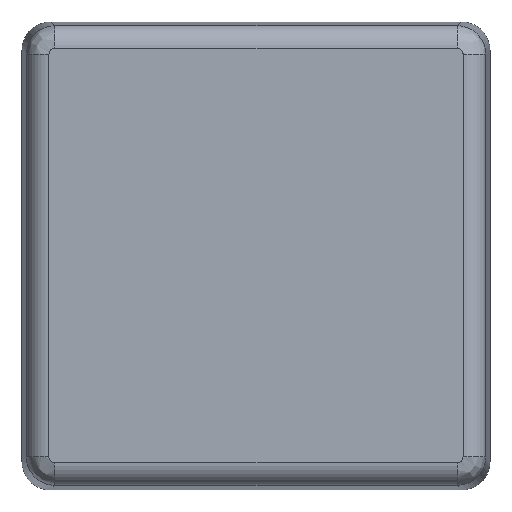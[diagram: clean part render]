
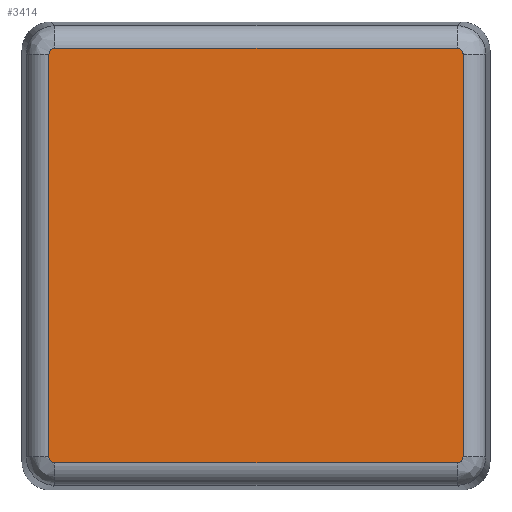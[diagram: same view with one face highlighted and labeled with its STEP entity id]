
A CAD part, top view. The second image highlights one B-rep face of the part: STEP entity #3414.
In plain terms, the highlighted planar face has unit normal (0, 0, 1).
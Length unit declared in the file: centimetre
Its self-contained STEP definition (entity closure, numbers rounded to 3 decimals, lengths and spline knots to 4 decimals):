
#534=FACE_OUTER_BOUND('',#754,.T.);
#754=EDGE_LOOP('',(#2961,#2962,#2963,#2964,#2965,#2966,#2967,#2968));
#991=LINE('',#10009,#1233);
#992=LINE('',#10013,#1234);
#993=LINE('',#10017,#1235);
#994=LINE('',#10021,#1236);
#1233=VECTOR('',#4464,2.1299);
#1234=VECTOR('',#4469,2.1299);
#1235=VECTOR('',#4472,2.1299);
#1236=VECTOR('',#4475,2.1299);
#1290=ELLIPSE('',#3700,0.03,0.03);
#1293=ELLIPSE('',#3709,0.03,0.03);
#1294=ELLIPSE('',#3710,0.03,0.03);
#1295=ELLIPSE('',#3711,0.03,0.03);
#1589=VERTEX_POINT('',#9988);
#1590=VERTEX_POINT('',#9990);
#1596=VERTEX_POINT('',#10008);
#1597=VERTEX_POINT('',#10012);
#1598=VERTEX_POINT('',#10014);
#1599=VERTEX_POINT('',#10016);
#1600=VERTEX_POINT('',#10018);
#1601=VERTEX_POINT('',#10020);
#2056=EDGE_CURVE('',#1589,#1590,#1290,.T.);
#2065=EDGE_CURVE('',#1590,#1596,#991,.T.);
#2067=EDGE_CURVE('',#1597,#1589,#992,.T.);
#2068=EDGE_CURVE('',#1598,#1597,#1293,.T.);
#2069=EDGE_CURVE('',#1599,#1598,#993,.T.);
#2070=EDGE_CURVE('',#1600,#1599,#1294,.T.);
#2071=EDGE_CURVE('',#1601,#1600,#994,.T.);
#2072=EDGE_CURVE('',#1596,#1601,#1295,.T.);
#2961=ORIENTED_EDGE('',*,*,#2056,.F.);
#2962=ORIENTED_EDGE('',*,*,#2067,.F.);
#2963=ORIENTED_EDGE('',*,*,#2068,.F.);
#2964=ORIENTED_EDGE('',*,*,#2069,.F.);
#2965=ORIENTED_EDGE('',*,*,#2070,.F.);
#2966=ORIENTED_EDGE('',*,*,#2071,.F.);
#2967=ORIENTED_EDGE('',*,*,#2072,.F.);
#2968=ORIENTED_EDGE('',*,*,#2065,.F.);
#3233=PLANE('',#3708);
#3414=ADVANCED_FACE('',(#534),#3233,.T.);
#3700=AXIS2_PLACEMENT_3D('',#9991,#4445,#4446);
#3708=AXIS2_PLACEMENT_3D('',#10011,#4467,#4468);
#3709=AXIS2_PLACEMENT_3D('',#10015,#4470,#4471);
#3710=AXIS2_PLACEMENT_3D('',#10019,#4473,#4474);
#3711=AXIS2_PLACEMENT_3D('',#10022,#4476,#4477);
#4445=DIRECTION('center_axis',(0.,0.,
-1.));
#4446=DIRECTION('ref_axis',(-0.707,0.707,0.));
#4464=DIRECTION('',(1.,0.,0.));
#4467=DIRECTION('center_axis',(0.,0.,
1.));
#4468=DIRECTION('ref_axis',(1.,0.,0.));
#4469=DIRECTION('',(0.,1.,0.));
#4470=DIRECTION('center_axis',(0.,0.,
-1.));
#4471=DIRECTION('ref_axis',(-0.707,-0.707,0.));
#4472=DIRECTION('',(-1.,0.,0.));
#4473=DIRECTION('center_axis',(0.,0.,
-1.));
#4474=DIRECTION('ref_axis',(0.707,-0.707,0.));
#4475=DIRECTION('',(0.,-1.,0.));
#4476=DIRECTION('center_axis',(0.,0.,
-1.));
#4477=DIRECTION('ref_axis',(0.707,0.707,0.));
#9988=CARTESIAN_POINT('',(-1.095,1.065,1.9525));
#9990=CARTESIAN_POINT('',(-1.065,1.095,1.9525));
#9991=CARTESIAN_POINT('Origin',(-1.065,1.065,1.9525));
#10008=CARTESIAN_POINT('',(1.065,1.095,1.9525));
#10009=CARTESIAN_POINT('',(-0.6187,1.095,1.9525));
#10011=CARTESIAN_POINT('Origin',(0.,0.,
1.9525));
#10012=CARTESIAN_POINT('',(-1.095,-1.065,1.9525));
#10013=CARTESIAN_POINT('',(-1.095,-0.6187,1.9525));
#10014=CARTESIAN_POINT('',(-1.065,-1.095,1.9525));
#10015=CARTESIAN_POINT('Origin',(-1.065,-1.065,1.9525));
#10016=CARTESIAN_POINT('',(1.065,-1.095,1.9525));
#10017=CARTESIAN_POINT('',(0.6188,-1.095,1.9525));
#10018=CARTESIAN_POINT('',(1.095,-1.065,1.9525));
#10019=CARTESIAN_POINT('Origin',(1.065,-1.065,1.9525));
#10020=CARTESIAN_POINT('',(1.095,1.065,1.9525));
#10021=CARTESIAN_POINT('',(1.095,0.6188,1.9525));
#10022=CARTESIAN_POINT('Origin',(1.065,1.065,1.9525));
